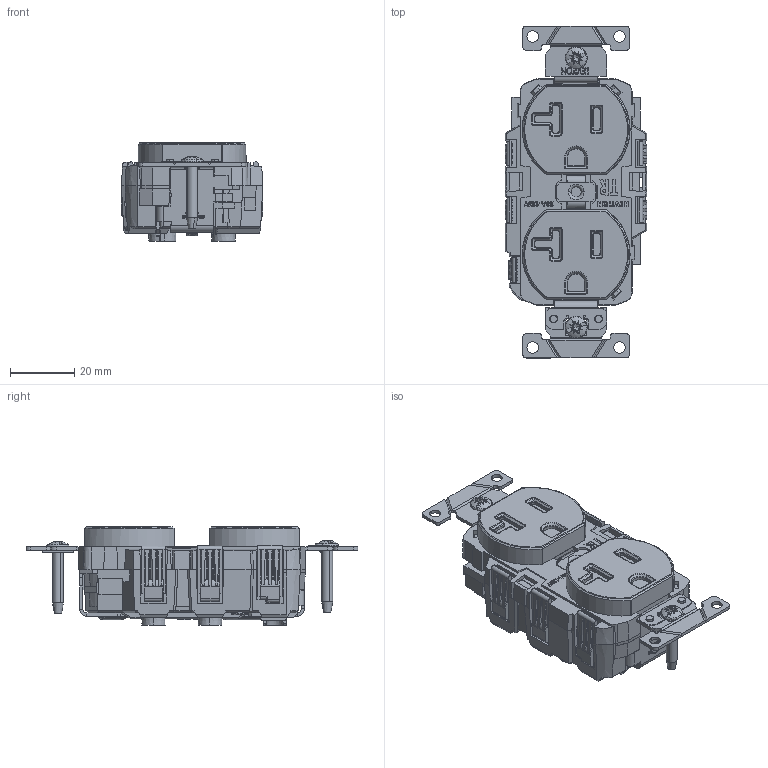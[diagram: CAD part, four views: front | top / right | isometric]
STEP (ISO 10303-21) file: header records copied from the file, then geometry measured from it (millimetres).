
FILE_DESCRIPTION (( 'STEP AP214' ), '1' );
FILE_NAME ('ORC5546-M01-20A.STEP', '2025-11-04T13:32:58', ( '' ), ( '' ), 'SwSTEP 2.0', 'SolidWorks 2024', '' );
FILE_SCHEMA (( 'AUTOMOTIVE_DESIGN' ));
Length unit declared in the file: inch
Products named in the file (1): ORC5546-M01-20A
Bounding box: 44.07 x 103.17 x 30.6 mm (x, y, z)
Volume: 64798.4 mm3; surface area: 28220.2 mm2
Topology: 6 solids, 22 shells, 4922 faces, 13306 edges, 8633 vertices
Faces by surface type: plane 3435, bspline 682, cylinder 588, cone 125, torus 72, sphere 20
Entity records: 187644 total; most frequent: CARTESIAN_POINT 70041, ORIENTED_EDGE 26602, DIRECTION 20797, EDGE_CURVE 13301, LINE 9847, VECTOR 9847, VERTEX_POINT 8633, AXIS2_PLACEMENT_3D 5475
